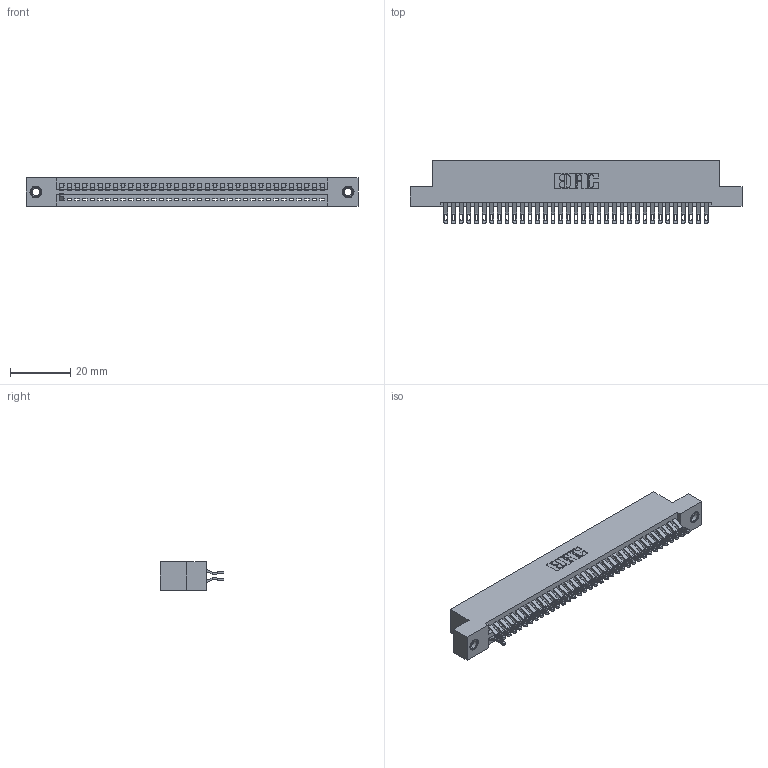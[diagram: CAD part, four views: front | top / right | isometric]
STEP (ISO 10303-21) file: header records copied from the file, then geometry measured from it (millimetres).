
FILE_DESCRIPTION (( 'STEP AP203' ), '1' );
FILE_NAME ('395-070-555-207.STEP', '2018-11-27T00:05:44', ( '' ), ( '' ), 'SwSTEP 2.0', 'SolidWorks 2016', '' );
FILE_SCHEMA (( 'CONFIG_CONTROL_DESIGN' ));
Length unit declared in the file: inch
Products named in the file (4): 345 Part_Flush Mounting Lugs - 0.156 Dia-TI; 345-292-001_555 Tail; 345-250-001_345-250-005-103; 395-070-555-207
Assembly tree (39 placements, depth 2):
  395-070-555-207
    345 Part_Flush Mounting Lugs - 0.156 Dia-TI
    345-292-001_555 Tail  x36
    345-250-001_345-250-005-103  x2
Bounding box: 110.11 x 21.13 x 9.4 mm (x, y, z)
Volume: 10415.5 mm3; surface area: 13915.6 mm2
Topology: 39 solids, 39 shells, 2474 faces, 7767 edges, 5170 vertices
Faces by surface type: plane 1466, cylinder 992, cone 12, torus 4
Entity records: 28828 total; most frequent: CARTESIAN_POINT 5003, ORIENTED_EDGE 4934, DIRECTION 4377, EDGE_CURVE 2467, LINE 2155, VECTOR 2155, VERTEX_POINT 1640, AXIS2_PLACEMENT_3D 1111
